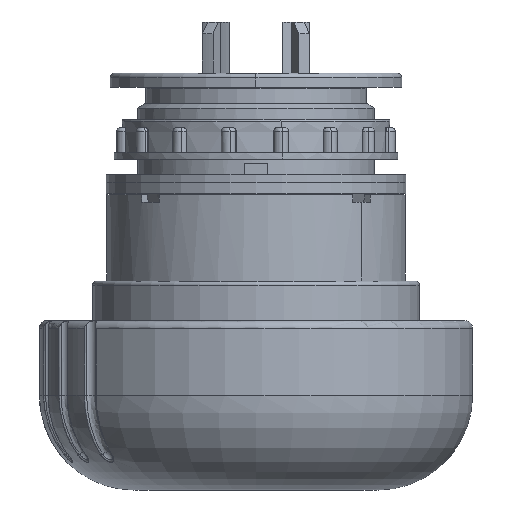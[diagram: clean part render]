
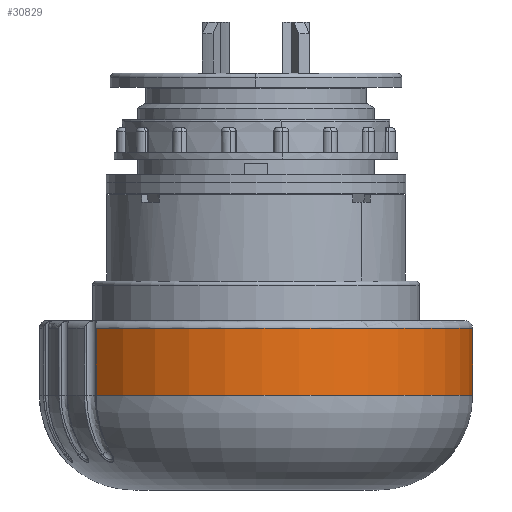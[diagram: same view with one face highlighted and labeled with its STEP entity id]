
A CAD part, left-side view. The second image highlights one B-rep face of the part: STEP entity #30829.
In plain terms, the highlighted cylindrical face has radius 27.5 mm (diameter 55 mm), a partial arc.
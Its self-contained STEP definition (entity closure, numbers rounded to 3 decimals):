
#3820 = EDGE_LOOP ( 'NONE', ( #92723, #97797, #5429, #65235 ) ) ;
#5429 = ORIENTED_EDGE ( 'NONE', *, *, #27192, .T. ) ;
#17261 = VERTEX_POINT ( 'NONE', #21146 ) ;
#18095 = CARTESIAN_POINT ( 'NONE',  ( 20.289, 18.563, 29.2 ) ) ;
#19328 = DIRECTION ( 'NONE',  ( -1., 0., 0. ) ) ;
#21146 = CARTESIAN_POINT ( 'NONE',  ( -27.5, 0., 12. ) ) ;
#23281 = AXIS2_PLACEMENT_3D ( 'NONE', #87954, #39839, #59548 ) ;
#27192 = EDGE_CURVE ( 'NONE', #55454, #73793, #89265, .T. ) ;
#30829 = ADVANCED_FACE ( 'NONE', ( #104970 ), #79928, .T. ) ;
#32719 = CARTESIAN_POINT ( 'NONE',  ( 20.289, 18.563, 20.5 ) ) ;
#37394 = DIRECTION ( 'NONE',  ( 0., 0., 1. ) ) ;
#38180 = CIRCLE ( 'NONE', #54827, 27.5 ) ;
#39839 = DIRECTION ( 'NONE',  ( 0., 0., -1. ) ) ;
#40730 = VECTOR ( 'NONE', #45272, 1000. ) ;
#42151 = CARTESIAN_POINT ( 'NONE',  ( -27.5, 0., 20.5 ) ) ;
#42661 = CARTESIAN_POINT ( 'NONE',  ( -27.5, 0., 29.2 ) ) ;
#45168 = CARTESIAN_POINT ( 'NONE',  ( 20.289, 18.563, 12. ) ) ;
#45272 = DIRECTION ( 'NONE',  ( 0., 0., -1. ) ) ;
#46469 = CARTESIAN_POINT ( 'NONE',  ( 0., 0., 12. ) ) ;
#54827 = AXIS2_PLACEMENT_3D ( 'NONE', #103673, #113107, #19328 ) ;
#55454 = VERTEX_POINT ( 'NONE', #32719 ) ;
#59548 = DIRECTION ( 'NONE',  ( -1., 0., 0. ) ) ;
#60601 = CIRCLE ( 'NONE', #118087, 27.5 ) ;
#61562 = DIRECTION ( 'NONE',  ( 0., 0., -1. ) ) ;
#65235 = ORIENTED_EDGE ( 'NONE', *, *, #76795, .T. ) ;
#69812 = VERTEX_POINT ( 'NONE', #42151 ) ;
#73793 = VERTEX_POINT ( 'NONE', #45168 ) ;
#76795 = EDGE_CURVE ( 'NONE', #73793, #17261, #60601, .T. ) ;
#77640 = VECTOR ( 'NONE', #61562, 1000. ) ;
#79928 = CYLINDRICAL_SURFACE ( 'NONE', #23281, 27.5 ) ;
#85108 = LINE ( 'NONE', #42661, #77640 ) ;
#85432 = EDGE_CURVE ( 'NONE', #69812, #55454, #38180, .T. ) ;
#87954 = CARTESIAN_POINT ( 'NONE',  ( 0., 0., 29.2 ) ) ;
#89265 = LINE ( 'NONE', #18095, #40730 ) ;
#92723 = ORIENTED_EDGE ( 'NONE', *, *, #118030, .F. ) ;
#97797 = ORIENTED_EDGE ( 'NONE', *, *, #85432, .T. ) ;
#103224 = DIRECTION ( 'NONE',  ( 1., 0., 0. ) ) ;
#103673 = CARTESIAN_POINT ( 'NONE',  ( 0., 0., 20.5 ) ) ;
#104970 = FACE_OUTER_BOUND ( 'NONE', #3820, .T. ) ;
#113107 = DIRECTION ( 'NONE',  ( 0., 0., -1. ) ) ;
#118030 = EDGE_CURVE ( 'NONE', #69812, #17261, #85108, .T. ) ;
#118087 = AXIS2_PLACEMENT_3D ( 'NONE', #46469, #37394, #103224 ) ;
